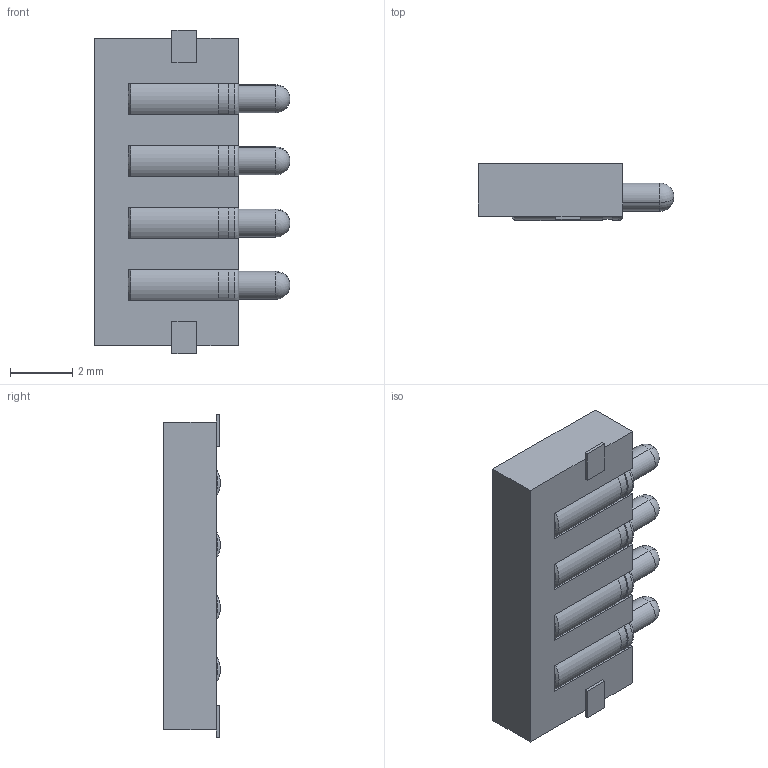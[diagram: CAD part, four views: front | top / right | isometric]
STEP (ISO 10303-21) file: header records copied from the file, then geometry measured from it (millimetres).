
FILE_DESCRIPTION (( 'STEP AP214' ), '1' );
FILE_NAME ('UEBK-12893.STEP', '2020-08-04T08:34:23', ( '' ), ( '' ), 'SwSTEP 2.0', 'SolidWorks 2020', '' );
FILE_SCHEMA (( 'AUTOMOTIVE_DESIGN' ));
Length unit declared in the file: millimetre
Products named in the file (3): UEBK-12893; UEBK-12893-Pin; UEBK-12893-Gehäuse
Assembly tree (5 placements, depth 2):
  UEBK-12893
    UEBK-12893-Gehäuse
    UEBK-12893-Pin  x4
Bounding box: 6.3 x 1.83 x 10.4 mm (x, y, z)
Volume: 84.3 mm3; surface area: 276.9 mm2
Topology: 5 solids, 5 shells, 110 faces, 256 edges, 160 vertices
Faces by surface type: plane 46, cylinder 40, cone 8, torus 8, sphere 8
Entity records: 1784 total; most frequent: DIRECTION 306, CARTESIAN_POINT 291, ORIENTED_EDGE 276, EDGE_CURVE 138, AXIS2_PLACEMENT_3D 104, VECTOR 98, LINE 98, VERTEX_POINT 89
